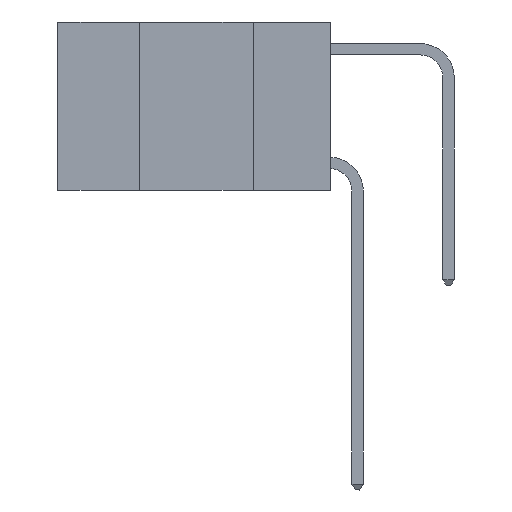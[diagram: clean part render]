
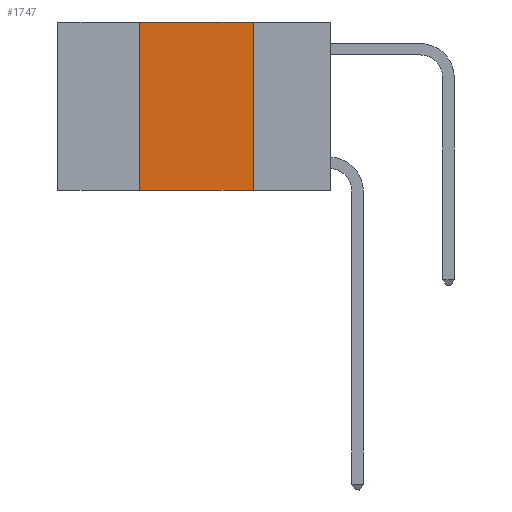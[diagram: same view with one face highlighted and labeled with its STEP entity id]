
A CAD part, left-side view. The second image highlights one B-rep face of the part: STEP entity #1747.
In plain terms, the highlighted planar face has unit normal (-1, 0, 0).
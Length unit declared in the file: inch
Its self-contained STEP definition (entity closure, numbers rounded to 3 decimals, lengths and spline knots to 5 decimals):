
#32 = PLANE ( 'NONE',  #7857 ) ;
#154 = CARTESIAN_POINT ( 'NONE',  ( 0., 0.42, 0. ) ) ;
#379 = CARTESIAN_POINT ( 'NONE',  ( 0., 0.42, 0. ) ) ;
#475 = LINE ( 'NONE', #7462, #817 ) ;
#817 = VECTOR ( 'NONE', #10491, 39.37008 ) ;
#1173 = DIRECTION ( 'NONE',  ( 0., 0., -1. ) ) ;
#1510 = EDGE_CURVE ( 'NONE', #4015, #10201, #2795, .T. ) ;
#1747 = ADVANCED_FACE ( 'NONE', ( #5735 ), #32, .F. ) ;
#1891 = VERTEX_POINT ( 'NONE', #9166 ) ;
#2100 = EDGE_CURVE ( 'NONE', #11508, #4015, #7460, .T. ) ;
#2574 = CARTESIAN_POINT ( 'NONE',  ( 0., 0.6, -0.37 ) ) ;
#2795 = LINE ( 'NONE', #11274, #11119 ) ;
#2837 = EDGE_CURVE ( 'NONE', #11508, #1891, #7888, .T. ) ;
#3067 = ORIENTED_EDGE ( 'NONE', *, *, #2837, .T. ) ;
#4015 = VERTEX_POINT ( 'NONE', #379 ) ;
#4706 = VECTOR ( 'NONE', #10738, 39.37008 ) ;
#5271 = CARTESIAN_POINT ( 'NONE',  ( 0., 0.17, 0. ) ) ;
#5479 = EDGE_LOOP ( 'NONE', ( #5850, #7905, #11530, #3067 ) ) ;
#5735 = FACE_OUTER_BOUND ( 'NONE', #5479, .T. ) ;
#5850 = ORIENTED_EDGE ( 'NONE', *, *, #12794, .F. ) ;
#5983 = CARTESIAN_POINT ( 'NONE',  ( 0., 0.42, -0.37 ) ) ;
#7387 = CARTESIAN_POINT ( 'NONE',  ( 0., 0.6, 0. ) ) ;
#7460 = LINE ( 'NONE', #154, #4706 ) ;
#7462 = CARTESIAN_POINT ( 'NONE',  ( 0., 0.17, 0. ) ) ;
#7857 = AXIS2_PLACEMENT_3D ( 'NONE', #7387, #11230, #1173 ) ;
#7888 = LINE ( 'NONE', #2574, #13222 ) ;
#7905 = ORIENTED_EDGE ( 'NONE', *, *, #1510, .F. ) ;
#9166 = CARTESIAN_POINT ( 'NONE',  ( 0., 0.17, -0.37 ) ) ;
#9882 = DIRECTION ( 'NONE',  ( 0., -1., 0. ) ) ;
#10201 = VERTEX_POINT ( 'NONE', #5271 ) ;
#10491 = DIRECTION ( 'NONE',  ( 0., 0., -1. ) ) ;
#10738 = DIRECTION ( 'NONE',  ( 0., 0., 1. ) ) ;
#10970 = DIRECTION ( 'NONE',  ( 0., -1., 0. ) ) ;
#11119 = VECTOR ( 'NONE', #10970, 39.37008 ) ;
#11230 = DIRECTION ( 'NONE',  ( 1., 0., 0. ) ) ;
#11274 = CARTESIAN_POINT ( 'NONE',  ( 0., 0.6, 0. ) ) ;
#11508 = VERTEX_POINT ( 'NONE', #5983 ) ;
#11530 = ORIENTED_EDGE ( 'NONE', *, *, #2100, .F. ) ;
#12794 = EDGE_CURVE ( 'NONE', #10201, #1891, #475, .T. ) ;
#13222 = VECTOR ( 'NONE', #9882, 39.37008 ) ;
